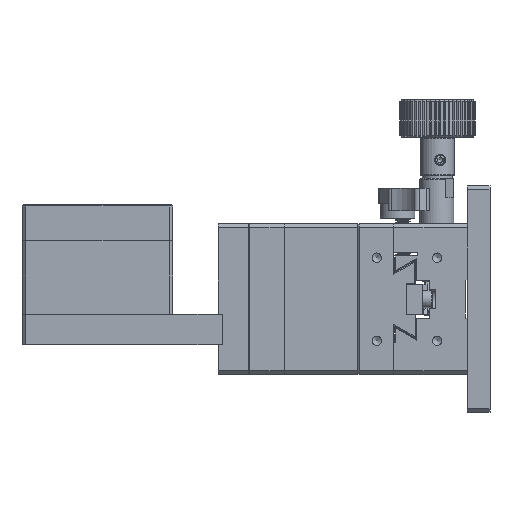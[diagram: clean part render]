
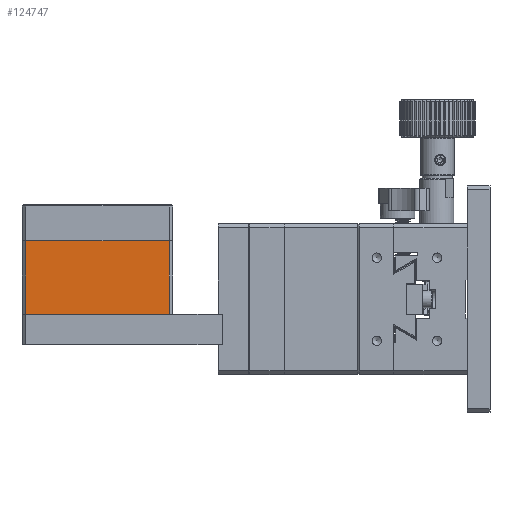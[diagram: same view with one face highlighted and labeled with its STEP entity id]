
A CAD part, left-side view. The second image highlights one B-rep face of the part: STEP entity #124747.
In plain terms, the highlighted planar face has unit normal (-1, 0, 0).
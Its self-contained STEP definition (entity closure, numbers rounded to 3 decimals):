
#10212 = DIRECTION ( 'NONE',  ( 0., 1., 0. ) ) ;
#22660 = VECTOR ( 'NONE', #10212, 1000. ) ;
#22730 = CARTESIAN_POINT ( 'NONE',  ( -20., 123., -4. ) ) ;
#27268 = CARTESIAN_POINT ( 'NONE',  ( -20., 85., 15.5 ) ) ;
#28308 = ORIENTED_EDGE ( 'NONE', *, *, #169406, .T. ) ;
#32447 = CARTESIAN_POINT ( 'NONE',  ( -20., 85., -4. ) ) ;
#35114 = ORIENTED_EDGE ( 'NONE', *, *, #137814, .T. ) ;
#37083 = CARTESIAN_POINT ( 'NONE',  ( -20., 123., 15.5 ) ) ;
#49642 = VECTOR ( 'NONE', #87278, 1000. ) ;
#53478 = EDGE_LOOP ( 'NONE', ( #28308, #35114, #275707, #271122 ) ) ;
#80906 = EDGE_CURVE ( 'NONE', #288245, #294968, #110004, .T. ) ;
#87278 = DIRECTION ( 'NONE',  ( 0., 0., 1. ) ) ;
#110004 = LINE ( 'NONE', #181549, #22660 ) ;
#117457 = CARTESIAN_POINT ( 'NONE',  ( -20., 123., -4. ) ) ;
#119653 = LINE ( 'NONE', #247648, #238271 ) ;
#121298 = DIRECTION ( 'NONE',  ( 0., -1., 0. ) ) ;
#124747 = ADVANCED_FACE ( 'NONE', ( #203753 ), #306782, .T. ) ;
#137129 = LINE ( 'NONE', #32447, #49642 ) ;
#137814 = EDGE_CURVE ( 'NONE', #275309, #288245, #137129, .T. ) ;
#169406 = EDGE_CURVE ( 'NONE', #296403, #275309, #119653, .T. ) ;
#175512 = CARTESIAN_POINT ( 'NONE',  ( -20., 104., -4. ) ) ;
#181549 = CARTESIAN_POINT ( 'NONE',  ( -20., 104., 15.5 ) ) ;
#203229 = VECTOR ( 'NONE', #250372, 1000. ) ;
#203551 = EDGE_CURVE ( 'NONE', #294968, #296403, #243822, .T. ) ;
#203753 = FACE_OUTER_BOUND ( 'NONE', #53478, .T. ) ;
#225413 = DIRECTION ( 'NONE',  ( -1., 0., 0. ) ) ;
#238271 = VECTOR ( 'NONE', #121298, 1000. ) ;
#243822 = LINE ( 'NONE', #117457, #203229 ) ;
#247648 = CARTESIAN_POINT ( 'NONE',  ( -20., 104., -4. ) ) ;
#250372 = DIRECTION ( 'NONE',  ( 0., 0., -1. ) ) ;
#271122 = ORIENTED_EDGE ( 'NONE', *, *, #203551, .T. ) ;
#275309 = VERTEX_POINT ( 'NONE', #310946 ) ;
#275707 = ORIENTED_EDGE ( 'NONE', *, *, #80906, .T. ) ;
#288245 = VERTEX_POINT ( 'NONE', #27268 ) ;
#294968 = VERTEX_POINT ( 'NONE', #37083 ) ;
#296403 = VERTEX_POINT ( 'NONE', #22730 ) ;
#305131 = DIRECTION ( 'NONE',  ( 0., -1., 0. ) ) ;
#306782 = PLANE ( 'NONE',  #313645 ) ;
#310946 = CARTESIAN_POINT ( 'NONE',  ( -20., 85., -4. ) ) ;
#313645 = AXIS2_PLACEMENT_3D ( 'NONE', #175512, #225413, #305131 ) ;
